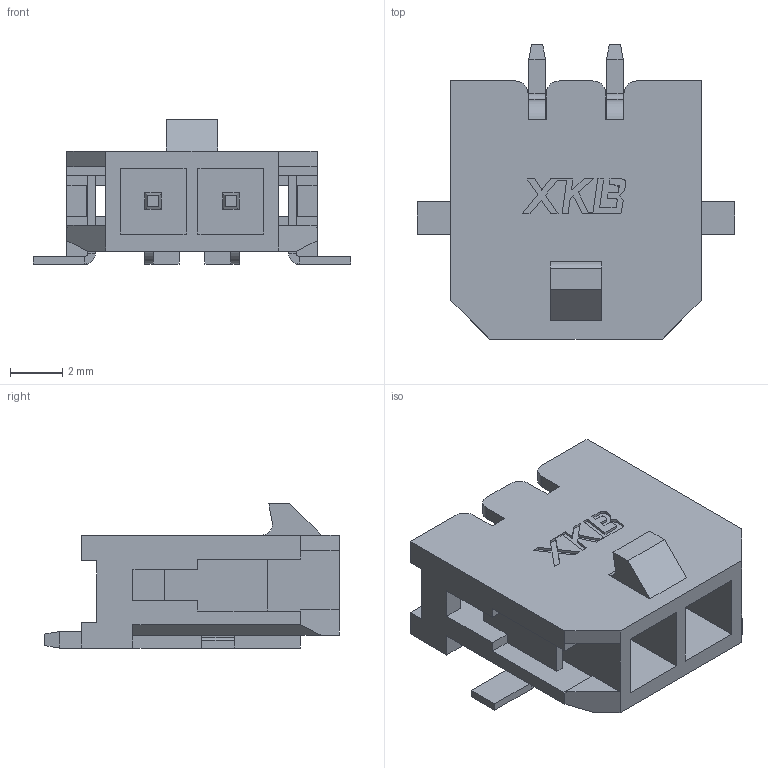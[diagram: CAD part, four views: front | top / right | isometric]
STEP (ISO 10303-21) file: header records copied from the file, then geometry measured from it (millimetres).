
FILE_DESCRIPTION((''),'2;1');
FILE_NAME('X3025WRS-02D-LPSW_ASM','2022-02-26T08:19:08',('柚子'),(''),'CREO PARAMETRIC BY PTC INC, 2019080','CREO PARAMETRIC BY PTC INC, 2019080','');
FILE_SCHEMA(('CONFIG_CONTROL_DESIGN'));
Length unit declared in the file: millimetre
Products named in the file (5): SOLID; CONN-SMD_2P-H-P3_00-R_X3025WRS-_ASM; U2_ASM; PCBMODEL_ASM; X3025WRS-02D-LPSW_ASM
Assembly tree (4 placements, depth 5):
  X3025WRS-02D-LPSW_ASM
    PCBMODEL_ASM
      U2_ASM
        CONN-SMD_2P-H-P3_00-R_X3025WRS-_ASM
          SOLID
Bounding box: 12.2 x 11.3 x 5.54 mm (x, y, z)
Volume: 206.8 mm3; surface area: 673.1 mm2
Topology: 1 solids, 1 shells, 271 faces, 733 edges, 466 vertices
Faces by surface type: plane 246, cylinder 25
Entity records: 8458 total; most frequent: CARTESIAN_POINT 1482, ORIENTED_EDGE 1466, DIRECTION 1351, EDGE_CURVE 733, VECTOR 681, LINE 681, VERTEX_POINT 466, AXIS2_PLACEMENT_3D 335
